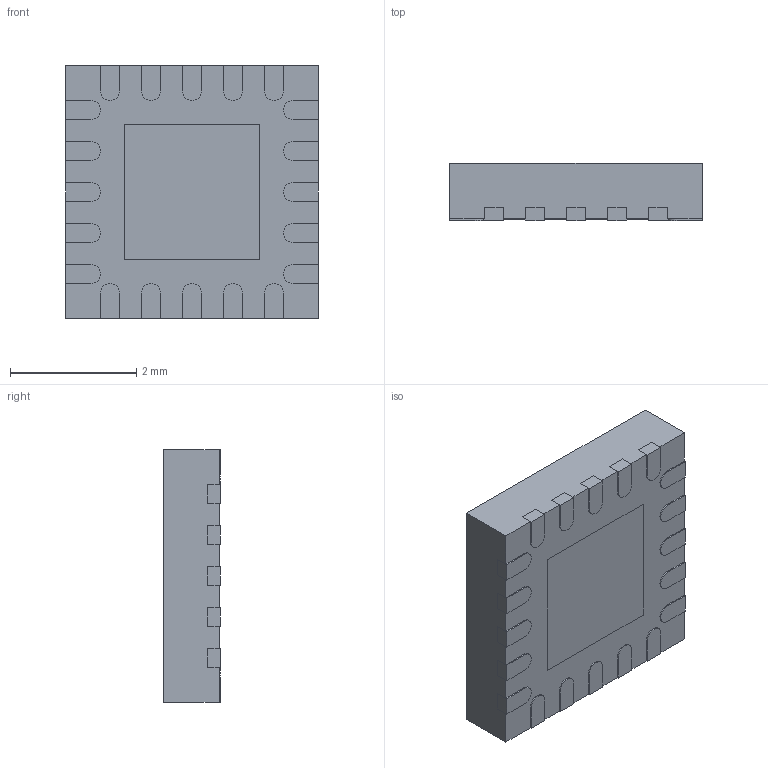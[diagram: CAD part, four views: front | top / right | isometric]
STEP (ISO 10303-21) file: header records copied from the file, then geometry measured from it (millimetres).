
FILE_DESCRIPTION (( 'STEP AP214' ), '1' );
FILE_NAME ('SW3dPS-QFN-16 4x4mm, Jedec MO-220.STEP', '2009-09-09T15:24:14', ( 'sysAdmin' ), ( 'SolidWorks' ), 'SwSTEP 2.0', 'SolidWorks 2009', '' );
FILE_SCHEMA (( 'AUTOMOTIVE_DESIGN' ));
Length unit declared in the file: millimetre
Products named in the file (1): SW3dPS-QFN-16 4x4mm, Jedec MO-220
Bounding box: 4 x 0.9 x 4 mm (x, y, z)
Volume: 14.1 mm3; surface area: 46.7 mm2
Topology: 1 solids, 1 shells, 245 faces, 682 edges, 456 vertices
Faces by surface type: plane 171, bspline 49, cylinder 25
Entity records: 11183 total; most frequent: CARTESIAN_POINT 5017, ORIENTED_EDGE 1364, DIRECTION 1028, EDGE_CURVE 682, LINE 534, VECTOR 534, VERTEX_POINT 456, EDGE_LOOP 262
